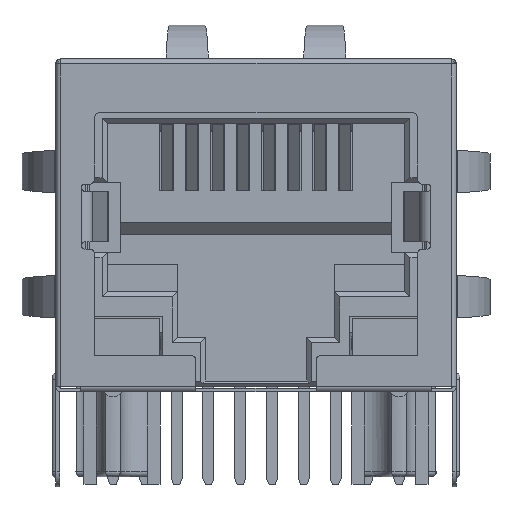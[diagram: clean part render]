
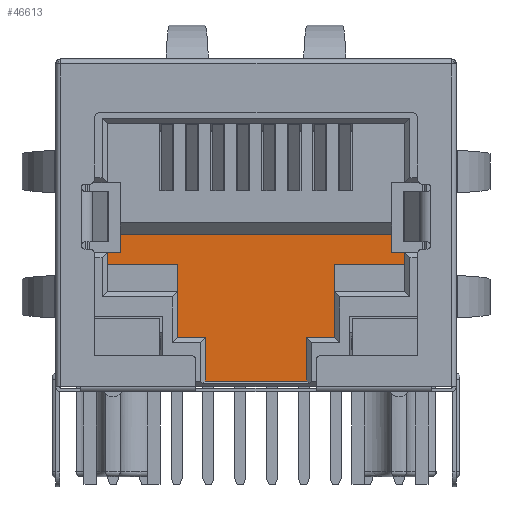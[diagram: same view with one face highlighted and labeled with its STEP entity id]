
A CAD part, front view. The second image highlights one B-rep face of the part: STEP entity #46613.
In plain terms, the highlighted planar face has unit normal (0, -1, 0).
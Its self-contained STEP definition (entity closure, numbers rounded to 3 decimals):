
#1937=ORIENTED_EDGE('',*,*,#12324,.F.);
#1938=ORIENTED_EDGE('',*,*,#12325,.T.);
#1939=ORIENTED_EDGE('',*,*,#12326,.F.);
#1940=ORIENTED_EDGE('',*,*,#12327,.F.);
#1941=ORIENTED_EDGE('',*,*,#12328,.F.);
#1942=ORIENTED_EDGE('',*,*,#12329,.F.);
#1943=ORIENTED_EDGE('',*,*,#12330,.T.);
#1944=ORIENTED_EDGE('',*,*,#12331,.T.);
#1945=ORIENTED_EDGE('',*,*,#12332,.F.);
#1946=ORIENTED_EDGE('',*,*,#12333,.T.);
#1947=ORIENTED_EDGE('',*,*,#12334,.T.);
#1948=ORIENTED_EDGE('',*,*,#12335,.T.);
#1949=ORIENTED_EDGE('',*,*,#12336,.T.);
#1950=ORIENTED_EDGE('',*,*,#12337,.T.);
#1951=ORIENTED_EDGE('',*,*,#12338,.T.);
#1952=ORIENTED_EDGE('',*,*,#12339,.T.);
#1953=ORIENTED_EDGE('',*,*,#12340,.T.);
#1954=ORIENTED_EDGE('',*,*,#12341,.T.);
#1955=ORIENTED_EDGE('',*,*,#12342,.T.);
#1956=ORIENTED_EDGE('',*,*,#12343,.F.);
#12324=EDGE_CURVE('',#17506,#17507,#20901,.T.);
#12325=EDGE_CURVE('',#17506,#17508,#20902,.T.);
#12326=EDGE_CURVE('',#17509,#17508,#20903,.T.);
#12327=EDGE_CURVE('',#17510,#17509,#20904,.T.);
#12328=EDGE_CURVE('',#17511,#17510,#20905,.T.);
#12329=EDGE_CURVE('',#17512,#17511,#20906,.T.);
#12330=EDGE_CURVE('',#17512,#17513,#20907,.T.);
#12331=EDGE_CURVE('',#17513,#17514,#20908,.T.);
#12332=EDGE_CURVE('',#17515,#17514,#20909,.T.);
#12333=EDGE_CURVE('',#17515,#17516,#20910,.T.);
#12334=EDGE_CURVE('',#17516,#17517,#20911,.T.);
#12335=EDGE_CURVE('',#17517,#17518,#20912,.T.);
#12336=EDGE_CURVE('',#17518,#17519,#20913,.T.);
#12337=EDGE_CURVE('',#17519,#17520,#20914,.T.);
#12338=EDGE_CURVE('',#17520,#17521,#20915,.T.);
#12339=EDGE_CURVE('',#17521,#17522,#20916,.T.);
#12340=EDGE_CURVE('',#17522,#17523,#20917,.T.);
#12341=EDGE_CURVE('',#17523,#17524,#20918,.T.);
#12342=EDGE_CURVE('',#17524,#17525,#20919,.T.);
#12343=EDGE_CURVE('',#17507,#17525,#20920,.T.);
#17506=VERTEX_POINT('',#60326);
#17507=VERTEX_POINT('',#60327);
#17508=VERTEX_POINT('',#60329);
#17509=VERTEX_POINT('',#60331);
#17510=VERTEX_POINT('',#60333);
#17511=VERTEX_POINT('',#60335);
#17512=VERTEX_POINT('',#60337);
#17513=VERTEX_POINT('',#60339);
#17514=VERTEX_POINT('',#60341);
#17515=VERTEX_POINT('',#60343);
#17516=VERTEX_POINT('',#60345);
#17517=VERTEX_POINT('',#60347);
#17518=VERTEX_POINT('',#60349);
#17519=VERTEX_POINT('',#60351);
#17520=VERTEX_POINT('',#60353);
#17521=VERTEX_POINT('',#60355);
#17522=VERTEX_POINT('',#60357);
#17523=VERTEX_POINT('',#60359);
#17524=VERTEX_POINT('',#60361);
#17525=VERTEX_POINT('',#60363);
#20901=LINE('',#60325,#24963);
#20902=LINE('',#60328,#24964);
#20903=LINE('',#60330,#24965);
#20904=LINE('',#60332,#24966);
#20905=LINE('',#60334,#24967);
#20906=LINE('',#60336,#24968);
#20907=LINE('',#60338,#24969);
#20908=LINE('',#60340,#24970);
#20909=LINE('',#60342,#24971);
#20910=LINE('',#60344,#24972);
#20911=LINE('',#60346,#24973);
#20912=LINE('',#60348,#24974);
#20913=LINE('',#60350,#24975);
#20914=LINE('',#60352,#24976);
#20915=LINE('',#60354,#24977);
#20916=LINE('',#60356,#24978);
#20917=LINE('',#60358,#24979);
#20918=LINE('',#60360,#24980);
#20919=LINE('',#60362,#24981);
#20920=LINE('',#60364,#24982);
#24963=VECTOR('',#51182,1000.);
#24964=VECTOR('',#51183,1000.);
#24965=VECTOR('',#51184,1000.);
#24966=VECTOR('',#51185,1000.);
#24967=VECTOR('',#51186,1000.);
#24968=VECTOR('',#51187,1000.);
#24969=VECTOR('',#51188,1000.);
#24970=VECTOR('',#51189,1000.);
#24971=VECTOR('',#51190,1000.);
#24972=VECTOR('',#51191,1000.);
#24973=VECTOR('',#51192,1000.);
#24974=VECTOR('',#51193,1000.);
#24975=VECTOR('',#51194,1000.);
#24976=VECTOR('',#51195,1000.);
#24977=VECTOR('',#51196,1000.);
#24978=VECTOR('',#51197,1000.);
#24979=VECTOR('',#51198,1000.);
#24980=VECTOR('',#51199,1000.);
#24981=VECTOR('',#51200,1000.);
#24982=VECTOR('',#51201,1000.);
#28755=EDGE_LOOP('',(#1937,#1938,#1939,#1940,#1941,#1942,#1943,#1944,#1945,
#1946,#1947,#1948,#1949,#1950,#1951,#1952,#1953,#1954,#1955,#1956));
#30630=FACE_BOUND('',#28755,.T.);
#32504=PLANE('',#48441);
#46613=ADVANCED_FACE('',(#30630),#32504,.F.);
#48441=AXIS2_PLACEMENT_3D('',#60324,#51180,#51181);
#51180=DIRECTION('',(0.,1.,0.));
#51181=DIRECTION('',(0.,0.,1.));
#51182=DIRECTION('',(-1.,0.,0.));
#51183=DIRECTION('',(0.,0.,1.));
#51184=DIRECTION('',(-1.,0.,0.));
#51185=DIRECTION('',(0.,0.,-1.));
#51186=DIRECTION('',(1.,0.,0.));
#51187=DIRECTION('',(0.,0.,-1.));
#51188=DIRECTION('',(-1.,0.,0.));
#51189=DIRECTION('',(0.,0.,-1.));
#51190=DIRECTION('',(1.,0.,0.));
#51191=DIRECTION('',(0.,0.,-1.));
#51192=DIRECTION('',(1.,0.,0.));
#51193=DIRECTION('',(0.,0.,-1.));
#51194=DIRECTION('',(1.,0.,0.));
#51195=DIRECTION('',(0.,0.,-1.));
#51196=DIRECTION('',(-1.,0.,0.));
#51197=DIRECTION('',(0.,0.,-1.));
#51198=DIRECTION('',(1.,0.,0.));
#51199=DIRECTION('',(0.,0.,1.));
#51200=DIRECTION('',(-1.,0.,0.));
#51201=DIRECTION('',(0.,0.,-1.));
#60324=CARTESIAN_POINT('',(5.95,0.911,-0.31));
#60325=CARTESIAN_POINT('',(2.025,0.911,-4.42));
#60326=CARTESIAN_POINT('',(3.15,0.911,-4.42));
#60327=CARTESIAN_POINT('',(2.025,0.911,-4.42));
#60328=CARTESIAN_POINT('',(3.15,0.911,-4.42));
#60329=CARTESIAN_POINT('',(3.15,0.911,-1.53));
#60330=CARTESIAN_POINT('',(5.95,0.911,-1.53));
#60331=CARTESIAN_POINT('',(5.95,0.911,-1.53));
#60332=CARTESIAN_POINT('',(5.95,0.911,-0.31));
#60333=CARTESIAN_POINT('',(5.95,0.911,-1.04));
#60334=CARTESIAN_POINT('',(5.95,0.911,-1.04));
#60335=CARTESIAN_POINT('',(5.425,0.911,-1.04));
#60336=CARTESIAN_POINT('',(5.425,0.911,1.76));
#60337=CARTESIAN_POINT('',(5.425,0.911,-0.31));
#60338=CARTESIAN_POINT('',(5.95,0.911,-0.31));
#60339=CARTESIAN_POINT('',(-5.425,0.911,-0.31));
#60340=CARTESIAN_POINT('',(-5.425,0.911,1.76));
#60341=CARTESIAN_POINT('',(-5.425,0.911,-1.04));
#60342=CARTESIAN_POINT('',(-6.725,0.911,-1.04));
#60343=CARTESIAN_POINT('',(-5.95,0.911,-1.04));
#60344=CARTESIAN_POINT('',(-5.95,0.911,-0.31));
#60345=CARTESIAN_POINT('',(-5.95,0.911,-1.53));
#60346=CARTESIAN_POINT('',(-5.95,0.911,-1.53));
#60347=CARTESIAN_POINT('',(-3.15,0.911,-1.53));
#60348=CARTESIAN_POINT('',(-3.15,0.911,-1.53));
#60349=CARTESIAN_POINT('',(-3.15,0.911,-4.42));
#60350=CARTESIAN_POINT('',(-2.025,0.911,-4.42));
#60351=CARTESIAN_POINT('',(-2.025,0.911,-4.42));
#60352=CARTESIAN_POINT('',(-2.025,0.911,-5.8));
#60353=CARTESIAN_POINT('',(-2.025,0.911,-5.8));
#60354=CARTESIAN_POINT('',(2.03,0.911,-5.8));
#60355=CARTESIAN_POINT('',(-2.03,0.911,-5.8));
#60356=CARTESIAN_POINT('',(-2.03,0.911,-5.8));
#60357=CARTESIAN_POINT('',(-2.03,0.911,-6.17));
#60358=CARTESIAN_POINT('',(-2.03,0.911,-6.17));
#60359=CARTESIAN_POINT('',(2.03,0.911,-6.17));
#60360=CARTESIAN_POINT('',(2.03,0.911,-6.17));
#60361=CARTESIAN_POINT('',(2.03,0.911,-5.8));
#60362=CARTESIAN_POINT('',(2.03,0.911,-5.8));
#60363=CARTESIAN_POINT('',(2.025,0.911,-5.8));
#60364=CARTESIAN_POINT('',(2.025,0.911,-5.8));
